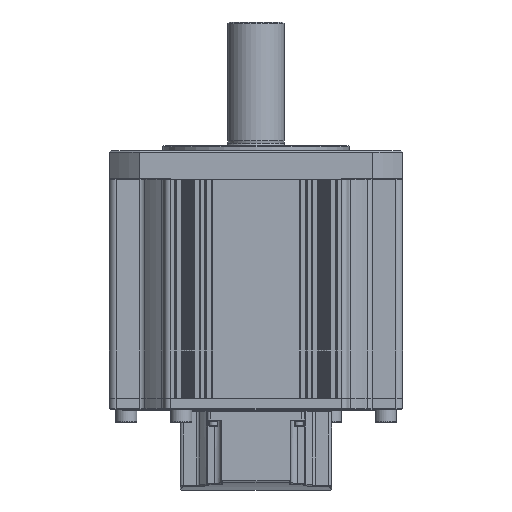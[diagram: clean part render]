
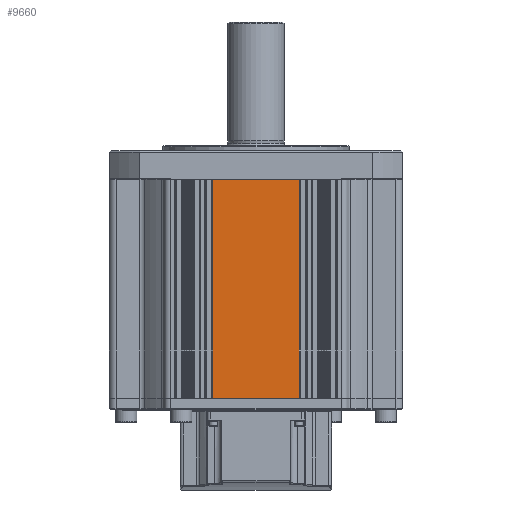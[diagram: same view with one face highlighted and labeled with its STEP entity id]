
A CAD part, front view. The second image highlights one B-rep face of the part: STEP entity #9660.
In plain terms, the highlighted planar face has unit normal (0, -1, 0).
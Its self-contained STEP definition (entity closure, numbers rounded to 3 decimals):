
#4390 = VECTOR ( 'NONE', #45540, 1000. ) ;
#8276 = EDGE_CURVE ( 'NONE', #89476, #25428, #37359, .T. ) ;
#8286 = EDGE_CURVE ( 'NONE', #89702, #25493, #37426, .T. ) ;
#8450 = EDGE_CURVE ( 'NONE', #25428, #25493, #37758, .T. ) ;
#9660 = ADVANCED_FACE ( 'NONE', ( #78706 ), #78709, .F. ) ;
#11303 = EDGE_LOOP ( 'NONE', ( #28925, #28843, #28936, #28876 ) ) ;
#22538 = AXIS2_PLACEMENT_3D ( 'NONE', #78686, #78703, #78717 ) ;
#25428 = VERTEX_POINT ( 'NONE', #29757 ) ;
#25493 = VERTEX_POINT ( 'NONE', #29906 ) ;
#28843 = ORIENTED_EDGE ( 'NONE', *, *, #8286, .F. ) ;
#28876 = ORIENTED_EDGE ( 'NONE', *, *, #8276, .T. ) ;
#28925 = ORIENTED_EDGE ( 'NONE', *, *, #8450, .T. ) ;
#28936 = ORIENTED_EDGE ( 'NONE', *, *, #45668, .F. ) ;
#29757 = CARTESIAN_POINT ( 'NONE',  ( -26.5, -90., -134. ) ) ;
#29906 = CARTESIAN_POINT ( 'NONE',  ( 26.5, -90., -134. ) ) ;
#37359 = LINE ( 'NONE', #37413, #69205 ) ;
#37374 = DIRECTION ( 'NONE',  ( 0., 0., -1. ) ) ;
#37413 = CARTESIAN_POINT ( 'NONE',  ( -26.5, -90., 0. ) ) ;
#37426 = LINE ( 'NONE', #37442, #69218 ) ;
#37442 = CARTESIAN_POINT ( 'NONE',  ( 26.5, -90., 0. ) ) ;
#37471 = DIRECTION ( 'NONE',  ( 0., 0., -1. ) ) ;
#37758 = LINE ( 'NONE', #37808, #69256 ) ;
#37808 = CARTESIAN_POINT ( 'NONE',  ( 26.5, -90., -134. ) ) ;
#37848 = DIRECTION ( 'NONE',  ( 1., 0., 0. ) ) ;
#45486 = LINE ( 'NONE', #45498, #4390 ) ;
#45498 = CARTESIAN_POINT ( 'NONE',  ( 0., -90., 0. ) ) ;
#45540 = DIRECTION ( 'NONE',  ( 1., 0., 0. ) ) ;
#45668 = EDGE_CURVE ( 'NONE', #89476, #89702, #45486, .T. ) ;
#69205 = VECTOR ( 'NONE', #37374, 1000. ) ;
#69218 = VECTOR ( 'NONE', #37471, 1000. ) ;
#69256 = VECTOR ( 'NONE', #37848, 1000. ) ;
#78686 = CARTESIAN_POINT ( 'NONE',  ( 26.5, -90., 0. ) ) ;
#78703 = DIRECTION ( 'NONE',  ( 0., 1., 0. ) ) ;
#78706 = FACE_OUTER_BOUND ( 'NONE', #11303, .T. ) ;
#78709 = PLANE ( 'NONE',  #22538 ) ;
#78717 = DIRECTION ( 'NONE',  ( -1., 0., 0. ) ) ;
#89476 = VERTEX_POINT ( 'NONE', #107580 ) ;
#89702 = VERTEX_POINT ( 'NONE', #107779 ) ;
#107580 = CARTESIAN_POINT ( 'NONE',  ( -26.5, -90., 0. ) ) ;
#107779 = CARTESIAN_POINT ( 'NONE',  ( 26.5, -90., 0. ) ) ;
